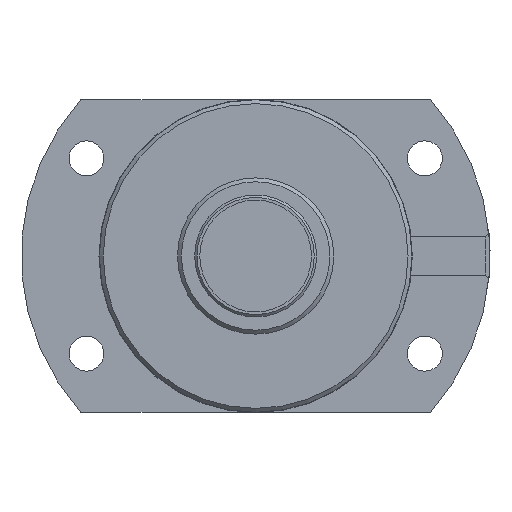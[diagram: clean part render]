
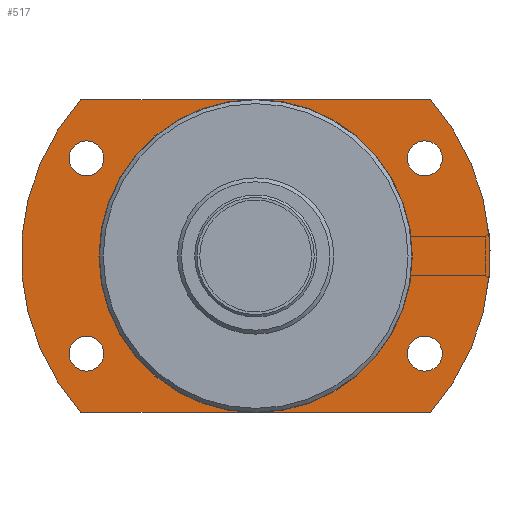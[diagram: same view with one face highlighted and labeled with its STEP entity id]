
A CAD part, left-side view. The second image highlights one B-rep face of the part: STEP entity #517.
In plain terms, the highlighted planar face has unit normal (-1, 0, 0).
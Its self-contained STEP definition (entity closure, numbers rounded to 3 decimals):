
#42=PLANE('',#593);
#58=LINE('',#883,#69);
#60=LINE('',#886,#71);
#69=VECTOR('',#683,1000.);
#71=VECTOR('',#687,1000.);
#108=ORIENTED_EDGE('',*,*,#210,.F.);
#109=ORIENTED_EDGE('',*,*,#211,.T.);
#110=ORIENTED_EDGE('',*,*,#212,.T.);
#111=ORIENTED_EDGE('',*,*,#213,.T.);
#112=ORIENTED_EDGE('',*,*,#214,.T.);
#113=ORIENTED_EDGE('',*,*,#197,.F.);
#114=ORIENTED_EDGE('',*,*,#203,.F.);
#115=ORIENTED_EDGE('',*,*,#192,.F.);
#116=ORIENTED_EDGE('',*,*,#201,.F.);
#192=EDGE_CURVE('',#247,#248,#294,.T.);
#197=EDGE_CURVE('',#252,#253,#296,.T.);
#201=EDGE_CURVE('',#253,#247,#58,.T.);
#203=EDGE_CURVE('',#248,#252,#60,.T.);
#210=EDGE_CURVE('',#261,#261,#303,.F.);
#211=EDGE_CURVE('',#262,#262,#304,.T.);
#212=EDGE_CURVE('',#263,#263,#305,.T.);
#213=EDGE_CURVE('',#264,#264,#306,.T.);
#214=EDGE_CURVE('',#265,#265,#307,.T.);
#247=VERTEX_POINT('',#854);
#248=VERTEX_POINT('',#855);
#252=VERTEX_POINT('',#875);
#253=VERTEX_POINT('',#876);
#261=VERTEX_POINT('',#901);
#262=VERTEX_POINT('',#903);
#263=VERTEX_POINT('',#905);
#264=VERTEX_POINT('',#907);
#265=VERTEX_POINT('',#909);
#294=CIRCLE('',#580,30.);
#296=CIRCLE('',#583,30.);
#303=CIRCLE('',#594,19.55);
#304=CIRCLE('',#595,2.25);
#305=CIRCLE('',#596,2.25);
#306=CIRCLE('',#597,2.25);
#307=CIRCLE('',#598,2.25);
#346=EDGE_LOOP('',(#108));
#347=EDGE_LOOP('',(#109));
#348=EDGE_LOOP('',(#110));
#349=EDGE_LOOP('',(#111));
#350=EDGE_LOOP('',(#112));
#351=EDGE_LOOP('',(#113,#114,#115,#116));
#427=FACE_BOUND('',#346,.T.);
#428=FACE_BOUND('',#347,.T.);
#429=FACE_BOUND('',#348,.T.);
#430=FACE_BOUND('',#349,.T.);
#431=FACE_BOUND('',#350,.T.);
#432=FACE_BOUND('',#351,.T.);
#517=ADVANCED_FACE('',(#427,#428,#429,#430,#431,#432),#42,.F.);
#580=AXIS2_PLACEMENT_3D('',#853,#667,#668);
#583=AXIS2_PLACEMENT_3D('',#874,#675,#676);
#593=AXIS2_PLACEMENT_3D('',#899,#701,#702);
#594=AXIS2_PLACEMENT_3D('',#900,#703,#704);
#595=AXIS2_PLACEMENT_3D('',#902,#705,#706);
#596=AXIS2_PLACEMENT_3D('',#904,#707,#708);
#597=AXIS2_PLACEMENT_3D('',#906,#709,#710);
#598=AXIS2_PLACEMENT_3D('',#908,#711,#712);
#667=DIRECTION('',(1.,0.,0.));
#668=DIRECTION('',(0.,0.,-1.));
#675=DIRECTION('',(1.,0.,0.));
#676=DIRECTION('',(0.,0.,-1.));
#683=DIRECTION('',(0.,-1.,0.));
#687=DIRECTION('',(0.,1.,0.));
#701=DIRECTION('',(1.,0.,0.));
#702=DIRECTION('',(0.,0.,-1.));
#703=DIRECTION('',(1.,0.,0.));
#704=DIRECTION('',(0.,0.,-1.));
#705=DIRECTION('',(1.,0.,0.));
#706=DIRECTION('',(0.,0.,-1.));
#707=DIRECTION('',(1.,0.,0.));
#708=DIRECTION('',(0.,0.,-1.));
#709=DIRECTION('',(1.,0.,0.));
#710=DIRECTION('',(0.,0.,-1.));
#711=DIRECTION('',(1.,0.,0.));
#712=DIRECTION('',(0.,0.,-1.));
#853=CARTESIAN_POINT('',(0.,0.,0.));
#854=CARTESIAN_POINT('',(0.,-22.361,20.));
#855=CARTESIAN_POINT('',(0.,-22.361,-20.));
#874=CARTESIAN_POINT('',(0.,0.,0.));
#875=CARTESIAN_POINT('',(0.,22.361,-20.));
#876=CARTESIAN_POINT('',(0.,22.361,20.));
#883=CARTESIAN_POINT('',(0.,22.361,20.));
#886=CARTESIAN_POINT('',(0.,-22.361,-20.));
#899=CARTESIAN_POINT('',(0.,0.,0.));
#900=CARTESIAN_POINT('',(0.,0.,0.));
#901=CARTESIAN_POINT('',(0.,0.,-19.55));
#902=CARTESIAN_POINT('',(0.,-21.651,-12.5));
#903=CARTESIAN_POINT('',(0.,-21.651,-14.75));
#904=CARTESIAN_POINT('',(0.,-21.651,12.5));
#905=CARTESIAN_POINT('',(0.,-21.651,10.25));
#906=CARTESIAN_POINT('',(0.,21.651,12.5));
#907=CARTESIAN_POINT('',(0.,21.651,10.25));
#908=CARTESIAN_POINT('',(0.,21.651,-12.5));
#909=CARTESIAN_POINT('',(0.,21.651,-14.75));
